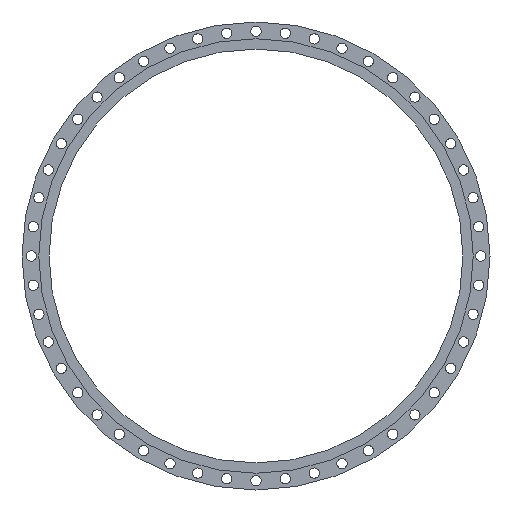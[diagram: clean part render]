
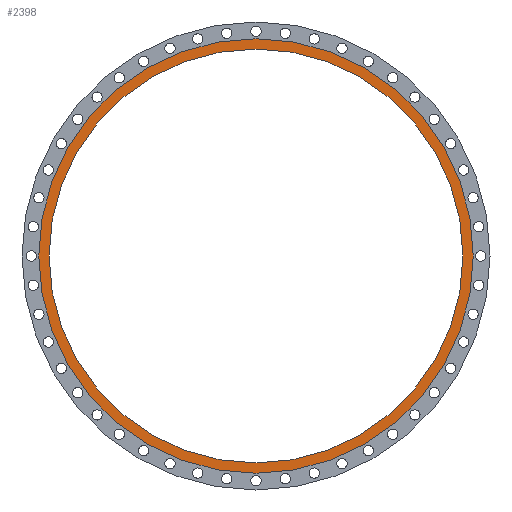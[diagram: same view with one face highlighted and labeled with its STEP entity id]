
A CAD part, left-side view. The second image highlights one B-rep face of the part: STEP entity #2398.
In plain terms, the highlighted planar face has unit normal (-1, 0, 0).
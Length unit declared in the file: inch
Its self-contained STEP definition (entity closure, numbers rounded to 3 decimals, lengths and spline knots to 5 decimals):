
#212 = DIRECTION ( 'NONE',  ( 0., 0., 1. ) ) ;
#394 = AXIS2_PLACEMENT_3D ( 'NONE', #2048, #1440, #2124 ) ;
#406 = DIRECTION ( 'NONE',  ( 0., 0., 1. ) ) ;
#475 = ORIENTED_EDGE ( 'NONE', *, *, #3723, .T. ) ;
#501 = CIRCLE ( 'NONE', #1020, 25.125 ) ;
#524 = AXIS2_PLACEMENT_3D ( 'NONE', #1055, #1387, #1662 ) ;
#636 = ORIENTED_EDGE ( 'NONE', *, *, #2738, .F. ) ;
#756 = CARTESIAN_POINT ( 'NONE',  ( -0.14414, 0., 0. ) ) ;
#849 = AXIS2_PLACEMENT_3D ( 'NONE', #3201, #3137, #406 ) ;
#872 = EDGE_CURVE ( 'NONE', #3793, #1270, #501, .T. ) ;
#996 = EDGE_LOOP ( 'NONE', ( #2951, #475 ) ) ;
#1020 = AXIS2_PLACEMENT_3D ( 'NONE', #3884, #2328, #212 ) ;
#1038 = AXIS2_PLACEMENT_3D ( 'NONE', #756, #3535, #2883 ) ;
#1055 = CARTESIAN_POINT ( 'NONE',  ( -0.14414, 0., 0. ) ) ;
#1250 = CARTESIAN_POINT ( 'NONE',  ( -0.14414, 0., -25.125 ) ) ;
#1270 = VERTEX_POINT ( 'NONE', #1520 ) ;
#1342 = ORIENTED_EDGE ( 'NONE', *, *, #872, .F. ) ;
#1387 = DIRECTION ( 'NONE',  ( -1., 0., 0. ) ) ;
#1440 = DIRECTION ( 'NONE',  ( -1., 0., 0. ) ) ;
#1520 = CARTESIAN_POINT ( 'NONE',  ( -0.14414, 0., 25.125 ) ) ;
#1523 = EDGE_LOOP ( 'NONE', ( #636, #1342 ) ) ;
#1556 = CIRCLE ( 'NONE', #394, 26.375 ) ;
#1606 = PLANE ( 'NONE',  #1038 ) ;
#1662 = DIRECTION ( 'NONE',  ( 0., 0., 1. ) ) ;
#1670 = FACE_BOUND ( 'NONE', #1523, .T. ) ;
#1709 = VERTEX_POINT ( 'NONE', #2999 ) ;
#1786 = CARTESIAN_POINT ( 'NONE',  ( -0.14414, 0., -26.375 ) ) ;
#2048 = CARTESIAN_POINT ( 'NONE',  ( -0.14414, 0., 0. ) ) ;
#2124 = DIRECTION ( 'NONE',  ( 0., 0., 1. ) ) ;
#2328 = DIRECTION ( 'NONE',  ( -1., 0., 0. ) ) ;
#2398 = ADVANCED_FACE ( 'NONE', ( #3163, #1670 ), #1606, .T. ) ;
#2409 = CIRCLE ( 'NONE', #849, 25.125 ) ;
#2509 = VERTEX_POINT ( 'NONE', #1786 ) ;
#2738 = EDGE_CURVE ( 'NONE', #1270, #3793, #2409, .T. ) ;
#2883 = DIRECTION ( 'NONE',  ( 0., 0., 1. ) ) ;
#2951 = ORIENTED_EDGE ( 'NONE', *, *, #3076, .T. ) ;
#2999 = CARTESIAN_POINT ( 'NONE',  ( -0.14414, 0., 26.375 ) ) ;
#3076 = EDGE_CURVE ( 'NONE', #1709, #2509, #3526, .T. ) ;
#3137 = DIRECTION ( 'NONE',  ( -1., 0., 0. ) ) ;
#3163 = FACE_OUTER_BOUND ( 'NONE', #996, .T. ) ;
#3201 = CARTESIAN_POINT ( 'NONE',  ( -0.14414, 0., 0. ) ) ;
#3526 = CIRCLE ( 'NONE', #524, 26.375 ) ;
#3535 = DIRECTION ( 'NONE',  ( -1., 0., 0. ) ) ;
#3723 = EDGE_CURVE ( 'NONE', #2509, #1709, #1556, .T. ) ;
#3793 = VERTEX_POINT ( 'NONE', #1250 ) ;
#3884 = CARTESIAN_POINT ( 'NONE',  ( -0.14414, 0., 0. ) ) ;
